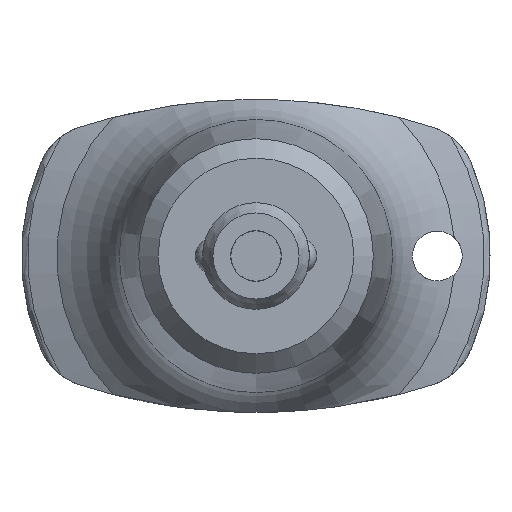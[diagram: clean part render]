
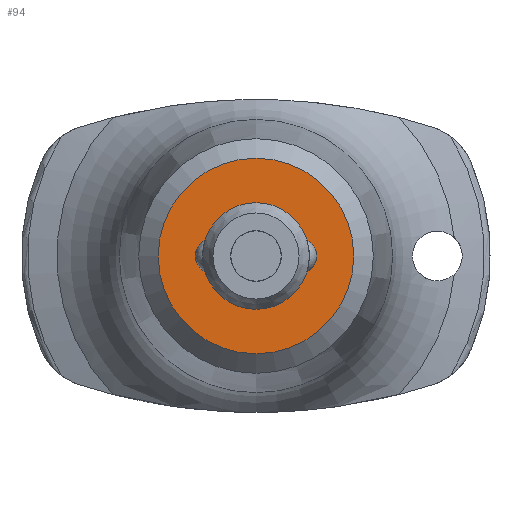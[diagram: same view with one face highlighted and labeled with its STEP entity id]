
A CAD part, front view. The second image highlights one B-rep face of the part: STEP entity #94.
In plain terms, the highlighted planar face has unit normal (0, -1, 0).
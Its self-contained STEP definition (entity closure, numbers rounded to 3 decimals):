
#94 = ADVANCED_FACE( '', ( #225, #226 ), #227, .T. );
#225 = FACE_OUTER_BOUND( '', #425, .T. );
#226 = FACE_BOUND( '', #426, .T. );
#227 = PLANE( '', #427 );
#425 = EDGE_LOOP( '', ( #627 ) );
#426 = EDGE_LOOP( '', ( #628 ) );
#427 = AXIS2_PLACEMENT_3D( '', #629, #630, #631 );
#627 = ORIENTED_EDGE( '', *, *, #895, .T. );
#628 = ORIENTED_EDGE( '', *, *, #858, .F. );
#629 = CARTESIAN_POINT( '', ( 1.425, 0., 0. ) );
#630 = DIRECTION( '', ( 0., -1., 0. ) );
#631 = DIRECTION( '', ( 0., 0., -1. ) );
#858 = EDGE_CURVE( '', #990, #990, #991, .T. );
#895 = EDGE_CURVE( '', #1051, #1051, #1052, .T. );
#990 = VERTEX_POINT( '', #1375 );
#991 = CIRCLE( '', #1376, 3. );
#1051 = VERTEX_POINT( '', #1517 );
#1052 = CIRCLE( '', #1518, 5.5 );
#1375 = CARTESIAN_POINT( '', ( 0., 0., -3. ) );
#1376 = AXIS2_PLACEMENT_3D( '', #1834, #1835, #1836 );
#1517 = CARTESIAN_POINT( '', ( 0., 0., -5.5 ) );
#1518 = AXIS2_PLACEMENT_3D( '', #1883, #1884, #1885 );
#1834 = CARTESIAN_POINT( '', ( 0., 0., 0. ) );
#1835 = DIRECTION( '', ( 0., -1., 0. ) );
#1836 = DIRECTION( '', ( 0., 0., -1. ) );
#1883 = CARTESIAN_POINT( '', ( 0., 0., 0. ) );
#1884 = DIRECTION( '', ( 0., -1., 0. ) );
#1885 = DIRECTION( '', ( 0., 0., -1. ) );
